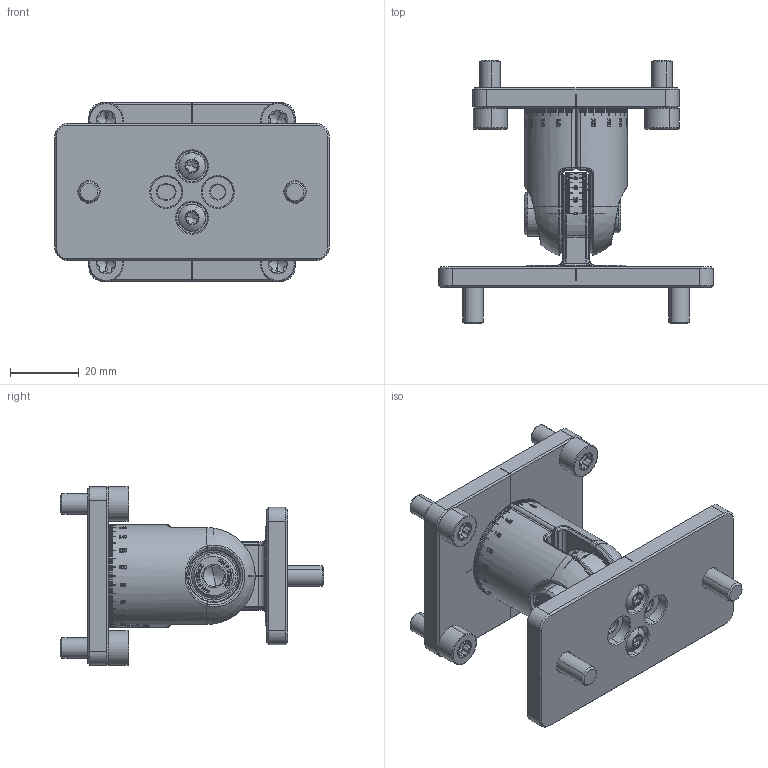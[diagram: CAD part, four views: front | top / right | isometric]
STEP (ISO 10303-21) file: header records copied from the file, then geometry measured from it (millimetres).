
FILE_DESCRIPTION (( 'STEP AP203' ), '1' );
FILE_NAME ('Zivid ST10.STEP', '2020-07-10T14:18:28', ( '' ), ( '' ), 'SwSTEP 2.0', 'SolidWorks 2020', '' );
FILE_SCHEMA (( 'CONFIG_CONTROL_DESIGN' ));
Products named in the file (1): Zivid ST10
Bounding box: 80 x 76.74 x 52 mm (x, y, z)
Volume: 64584.6 mm3; surface area: 29032 mm2
Topology: 9 solids, 9 shells, 4713 faces, 12959 edges, 8430 vertices
Faces by surface type: plane 2444, bspline 1018, cone 475, cylinder 472, torus 296, sphere 8
Entity records: 211275 total; most frequent: CARTESIAN_POINT 103053, ORIENTED_EDGE 25842, DIRECTION 17712, EDGE_CURVE 12921, VERTEX_POINT 8430, AXIS2_PLACEMENT_3D 6515, B_SPLINE_CURVE_WITH_KNOTS 5412, EDGE_LOOP 4947
